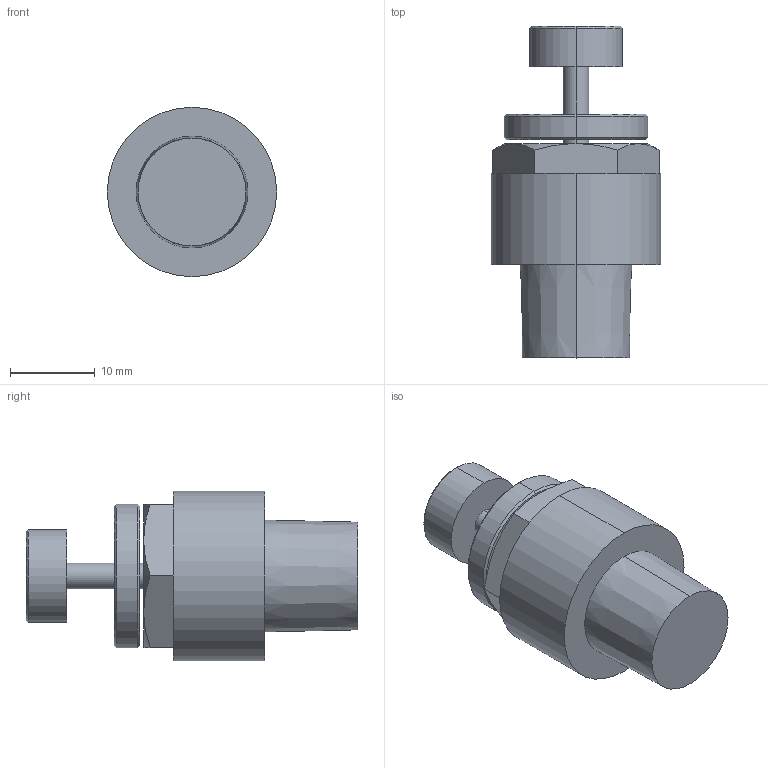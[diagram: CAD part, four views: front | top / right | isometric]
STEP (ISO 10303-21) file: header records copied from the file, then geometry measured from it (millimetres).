
FILE_DESCRIPTION (( 'STEP AP214' ), '1' );
FILE_NAME ('ASASN2-0103134994019.step', '2007-01-03T18:49:08', ( 'SysAdmin' ), ( 'SolidWorks' ), 'SwSTEP 2.0', 'SolidWorks 2007', '' );
FILE_SCHEMA (( 'AUTOMOTIVE_DESIGN' ));
Length unit declared in the file: millimetre
Products named in the file (2): ASN2-02.step_ASN23060 Body_02; ASASN2-0103134994019
Assembly tree (1 placements, depth 2):
  ASASN2-0103134994019
    ASN2-02.step_ASN23060 Body_02
Bounding box: 20 x 39.2 x 20 mm (x, y, z)
Volume: 6890.8 mm3; surface area: 2917.9 mm2
Topology: 1 solids, 1 shells, 38 faces, 78 edges, 48 vertices
Faces by surface type: cone 14, plane 14, cylinder 10
Entity records: 1277 total; most frequent: CARTESIAN_POINT 236, DIRECTION 186, ORIENTED_EDGE 156, EDGE_CURVE 78, AXIS2_PLACEMENT_3D 78, VERTEX_POINT 48, EDGE_LOOP 44, ADVANCED_FACE 38
